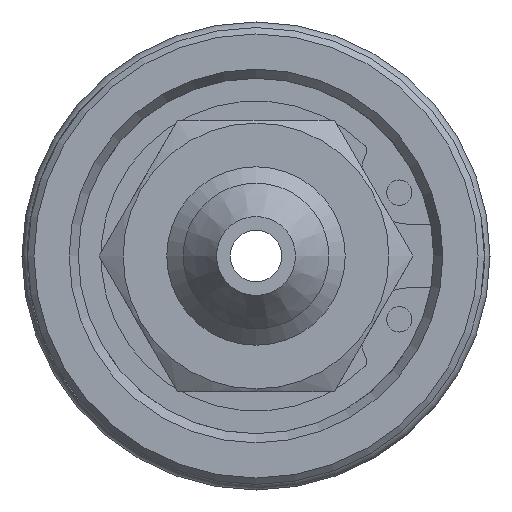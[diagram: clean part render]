
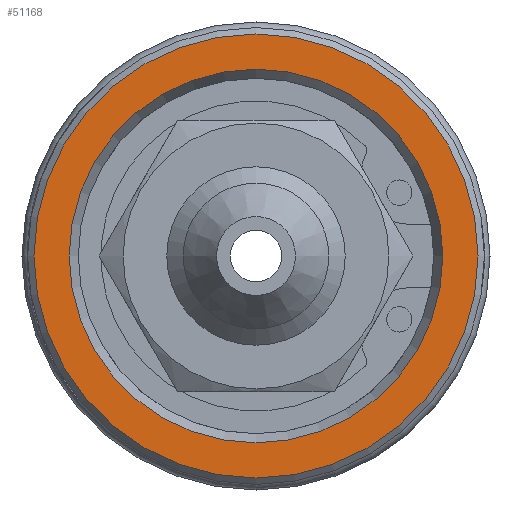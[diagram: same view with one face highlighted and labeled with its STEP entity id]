
A CAD part, left-side view. The second image highlights one B-rep face of the part: STEP entity #51168.
In plain terms, the highlighted planar face has unit normal (-1, 0, 0).
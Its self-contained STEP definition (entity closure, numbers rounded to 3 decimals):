
#51134=CARTESIAN_POINT('',(0.,13.785,0.));
#51135=VERTEX_POINT('',#51134);
#51136=CARTESIAN_POINT('',(0.,0.0,0.0));
#51137=DIRECTION('',(1.0,0.0,0.0));
#51138=DIRECTION('',(0.0,-1.0,0.0));
#51139=AXIS2_PLACEMENT_3D('',#51136,#51137,#51138);
#51140=CIRCLE('',#51139,13.785);
#51141=EDGE_CURVE('',#51135,#51135,#51140,.T.);
#51149=CARTESIAN_POINT('',(0.,7.092,0.0));
#51150=DIRECTION('',(-1.0,0.0,0.0));
#51151=DIRECTION('',(0.0,0.0,1.0));
#51152=AXIS2_PLACEMENT_3D('',#51149,#51150,#51151);
#51153=PLANE('',#51152);
#51154=ORIENTED_EDGE('',*,*,#51141,.F.);
#51155=EDGE_LOOP('',(#51154));
#51156=FACE_OUTER_BOUND('',#51155,.T.);
#51157=CARTESIAN_POINT('',(0.,11.6,0.0));
#51158=VERTEX_POINT('',#51157);
#51159=CARTESIAN_POINT('',(0.,0.0,0.0));
#51160=DIRECTION('',(1.0,0.0,0.0));
#51161=DIRECTION('',(0.0,1.0,0.0));
#51162=AXIS2_PLACEMENT_3D('',#51159,#51160,#51161);
#51163=CIRCLE('',#51162,11.6);
#51164=EDGE_CURVE('',#51158,#51158,#51163,.T.);
#51165=ORIENTED_EDGE('',*,*,#51164,.T.);
#51166=EDGE_LOOP('',(#51165));
#51167=FACE_BOUND('',#51166,.T.);
#51168=ADVANCED_FACE('',(#51156,#51167),#51153,.T.);
